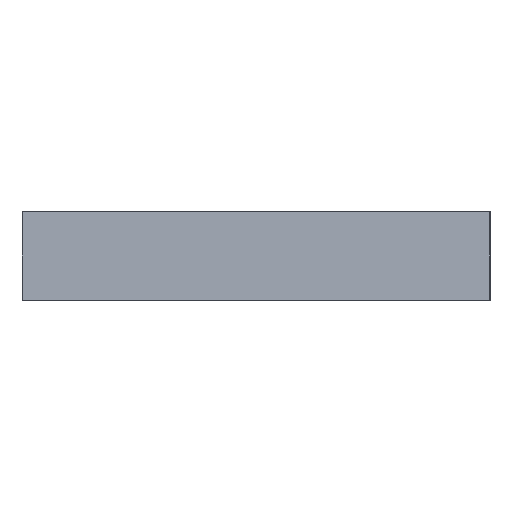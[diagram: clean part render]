
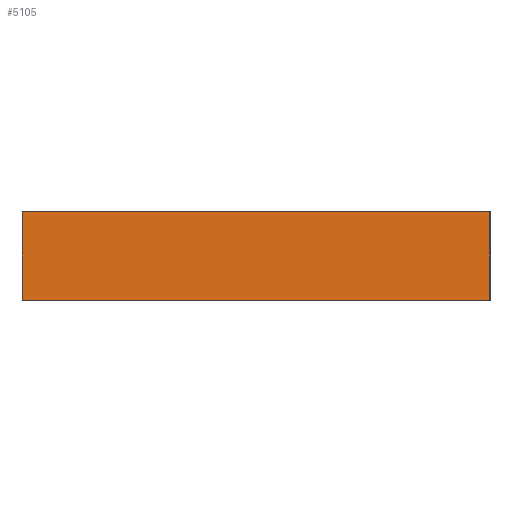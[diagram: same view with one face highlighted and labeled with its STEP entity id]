
A CAD part, left-side view. The second image highlights one B-rep face of the part: STEP entity #5105.
In plain terms, the highlighted planar face has unit normal (-0.999, 0, 0.052).
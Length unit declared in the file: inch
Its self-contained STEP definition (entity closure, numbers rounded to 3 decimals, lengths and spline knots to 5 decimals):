
#88 = VERTEX_POINT ( 'NONE', #2201 ) ;
#884 = EDGE_CURVE ( 'NONE', #88, #8203, #3616, .T. ) ;
#2201 = CARTESIAN_POINT ( 'NONE',  ( -3.76, -3.622, 0. ) ) ;
#3616 = LINE ( 'NONE', #3618, #3617 ) ;
#3617 = VECTOR ( 'NONE', #3672, 39.37008 ) ;
#3618 = CARTESIAN_POINT ( 'NONE',  ( -3.76, -3.622, 0. ) ) ;
#3672 = DIRECTION ( 'NONE',  ( 0.052, 0., 0.999 ) ) ;
#5091 = EDGE_LOOP ( 'NONE', ( #5107, #5111, #5110, #5106 ) ) ;
#5103 = EDGE_CURVE ( 'NONE', #5223, #8212, #6254, .T. ) ;
#5105 = ADVANCED_FACE ( 'NONE', ( #6255 ), #6265, .T. ) ;
#5106 = ORIENTED_EDGE ( 'NONE', *, *, #8199, .T. ) ;
#5107 = ORIENTED_EDGE ( 'NONE', *, *, #5103, .F. ) ;
#5110 = ORIENTED_EDGE ( 'NONE', *, *, #884, .T. ) ;
#5111 = ORIENTED_EDGE ( 'NONE', *, *, #8201, .F. ) ;
#5223 = VERTEX_POINT ( 'NONE', #6455 ) ;
#6250 = AXIS2_PLACEMENT_3D ( 'NONE', #6264, #6308, #6307 ) ;
#6251 = DIRECTION ( 'NONE',  ( 0.052, 0., 0.999 ) ) ;
#6252 = VECTOR ( 'NONE', #6251, 39.37008 ) ;
#6253 = CARTESIAN_POINT ( 'NONE',  ( -3.76, 0., 0. ) ) ;
#6254 = LINE ( 'NONE', #6253, #6252 ) ;
#6255 = FACE_OUTER_BOUND ( 'NONE', #5091, .T. ) ;
#6264 = CARTESIAN_POINT ( 'NONE',  ( -3.76, -3.622, 0. ) ) ;
#6265 = PLANE ( 'NONE',  #6250 ) ;
#6307 = DIRECTION ( 'NONE',  ( 0.052, 0., 0.999 ) ) ;
#6308 = DIRECTION ( 'NONE',  ( -0.999, 0., 0.052 ) ) ;
#6455 = CARTESIAN_POINT ( 'NONE',  ( -3.76, 0., 0. ) ) ;
#7524 = CARTESIAN_POINT ( 'NONE',  ( -3.72415, -3.622, 0.684 ) ) ;
#7534 = LINE ( 'NONE', #7581, #7580 ) ;
#7570 = CARTESIAN_POINT ( 'NONE',  ( -3.72415, 0., 0.684 ) ) ;
#7572 = DIRECTION ( 'NONE',  ( 0., 1., 0. ) ) ;
#7573 = VECTOR ( 'NONE', #7572, 39.37008 ) ;
#7574 = CARTESIAN_POINT ( 'NONE',  ( -3.76, -3.622, 0. ) ) ;
#7575 = LINE ( 'NONE', #7574, #7573 ) ;
#7579 = DIRECTION ( 'NONE',  ( 0., 1., 0. ) ) ;
#7580 = VECTOR ( 'NONE', #7579, 39.37008 ) ;
#7581 = CARTESIAN_POINT ( 'NONE',  ( -3.72415, -3.622, 0.684 ) ) ;
#8199 = EDGE_CURVE ( 'NONE', #8203, #8212, #7534, .T. ) ;
#8201 = EDGE_CURVE ( 'NONE', #88, #5223, #7575, .T. ) ;
#8203 = VERTEX_POINT ( 'NONE', #7524 ) ;
#8212 = VERTEX_POINT ( 'NONE', #7570 ) ;
